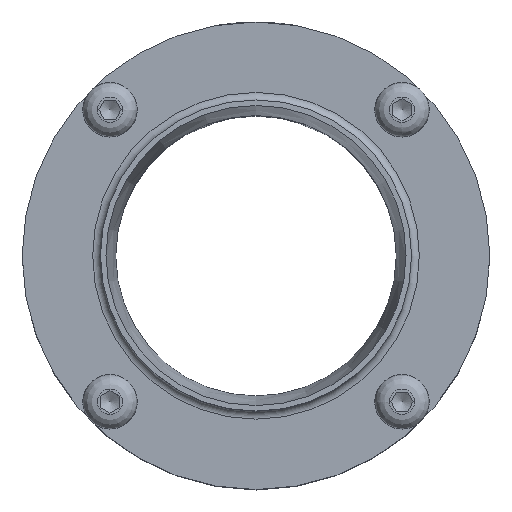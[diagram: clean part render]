
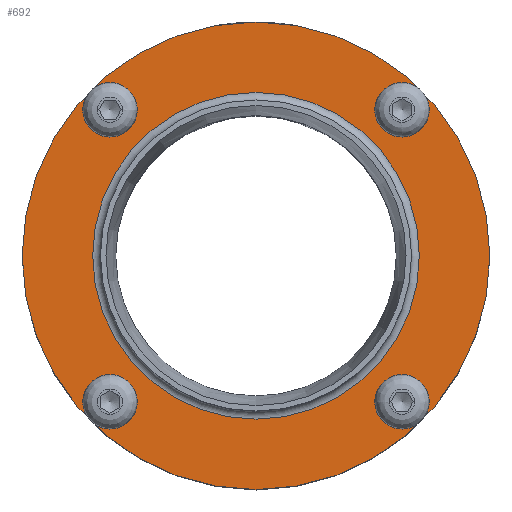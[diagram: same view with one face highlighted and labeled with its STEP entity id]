
A CAD part, top view. The second image highlights one B-rep face of the part: STEP entity #692.
In plain terms, the highlighted planar face has unit normal (0, 0, 1).
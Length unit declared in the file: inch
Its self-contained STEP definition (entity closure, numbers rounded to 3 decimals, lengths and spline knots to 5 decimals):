
#58=PLANE($,#783);
#105=CIRCLE($,#768,0.14063);
#107=CIRCLE($,#771,0.14063);
#109=CIRCLE($,#774,0.14063);
#111=CIRCLE($,#777,0.14063);
#114=CIRCLE($,#782,1.31);
#115=CIRCLE($,#784,1.875);
#163=FACE_BOUND($,#312,.T.);
#164=FACE_BOUND($,#313,.T.);
#165=FACE_BOUND($,#314,.T.);
#166=FACE_BOUND($,#315,.T.);
#167=FACE_BOUND($,#316,.T.);
#168=FACE_BOUND($,#317,.T.);
#312=EDGE_LOOP($,(#582));
#313=EDGE_LOOP($,(#583));
#314=EDGE_LOOP($,(#584));
#315=EDGE_LOOP($,(#585));
#316=EDGE_LOOP($,(#586));
#317=EDGE_LOOP($,(#587));
#411=VERTEX_POINT($,#1357);
#413=VERTEX_POINT($,#1362);
#415=VERTEX_POINT($,#1367);
#417=VERTEX_POINT($,#1372);
#420=VERTEX_POINT($,#1380);
#421=VERTEX_POINT($,#1383);
#475=EDGE_CURVE($,#411,#411,#105,.T.);
#477=EDGE_CURVE($,#413,#413,#107,.T.);
#479=EDGE_CURVE($,#415,#415,#109,.T.);
#481=EDGE_CURVE($,#417,#417,#111,.T.);
#484=EDGE_CURVE($,#420,#420,#114,.T.);
#485=EDGE_CURVE($,#421,#421,#115,.T.);
#582=ORIENTED_EDGE($,*,*,#475,.T.);
#583=ORIENTED_EDGE($,*,*,#477,.T.);
#584=ORIENTED_EDGE($,*,*,#479,.T.);
#585=ORIENTED_EDGE($,*,*,#481,.T.);
#586=ORIENTED_EDGE($,*,*,#485,.F.);
#587=ORIENTED_EDGE($,*,*,#484,.T.);
#692=ADVANCED_FACE($,(#163,#164,#165,#166,#167,#168),#58,.T.);
#768=AXIS2_PLACEMENT_3D($,#1358,#924,#925);
#771=AXIS2_PLACEMENT_3D($,#1363,#930,#931);
#774=AXIS2_PLACEMENT_3D($,#1368,#936,#937);
#777=AXIS2_PLACEMENT_3D($,#1373,#942,#943);
#782=AXIS2_PLACEMENT_3D($,#1381,#952,#953);
#783=AXIS2_PLACEMENT_3D($,#1382,#954,#955);
#784=AXIS2_PLACEMENT_3D($,#1384,#956,#957);
#924=DIRECTION('center_axis',(0.,0.,-1.));
#925=DIRECTION('ref_axis',(0.,1.,0.));
#930=DIRECTION('center_axis',(0.,0.,-1.));
#931=DIRECTION('ref_axis',(-1.,0.,0.));
#936=DIRECTION('center_axis',(0.,0.,-1.));
#937=DIRECTION('ref_axis',(0.,-1.,0.));
#942=DIRECTION('center_axis',(0.,0.,-1.));
#943=DIRECTION('ref_axis',(1.,0.,0.));
#952=DIRECTION('center_axis',(0.,0.,-1.));
#953=DIRECTION('ref_axis',(1.,0.,0.));
#954=DIRECTION('center_axis',(0.,0.,1.));
#955=DIRECTION('ref_axis',(1.,0.,0.));
#956=DIRECTION('center_axis',(0.,0.,-1.));
#957=DIRECTION('ref_axis',(1.,0.,0.));
#1357=CARTESIAN_POINT('',(-1.17097,1.31159,-1.25));
#1358=CARTESIAN_POINT('Origin',(-1.17097,1.17097,-1.25));
#1362=CARTESIAN_POINT('',(-1.31159,-1.17097,-1.25));
#1363=CARTESIAN_POINT('Origin',(-1.17097,-1.17097,-1.25));
#1367=CARTESIAN_POINT('',(1.17097,-1.31159,-1.25));
#1368=CARTESIAN_POINT('Origin',(1.17097,-1.17097,-1.25));
#1372=CARTESIAN_POINT('',(1.31159,1.17097,-1.25));
#1373=CARTESIAN_POINT('Origin',(1.17097,1.17097,-1.25));
#1380=CARTESIAN_POINT('',(0.,1.31,-1.25));
#1381=CARTESIAN_POINT('Origin',(0.,0.,-1.25));
#1382=CARTESIAN_POINT('Origin',(0.,1.875,-1.25));
#1383=CARTESIAN_POINT('',(0.,1.875,-1.25));
#1384=CARTESIAN_POINT('Origin',(0.,0.,-1.25));
